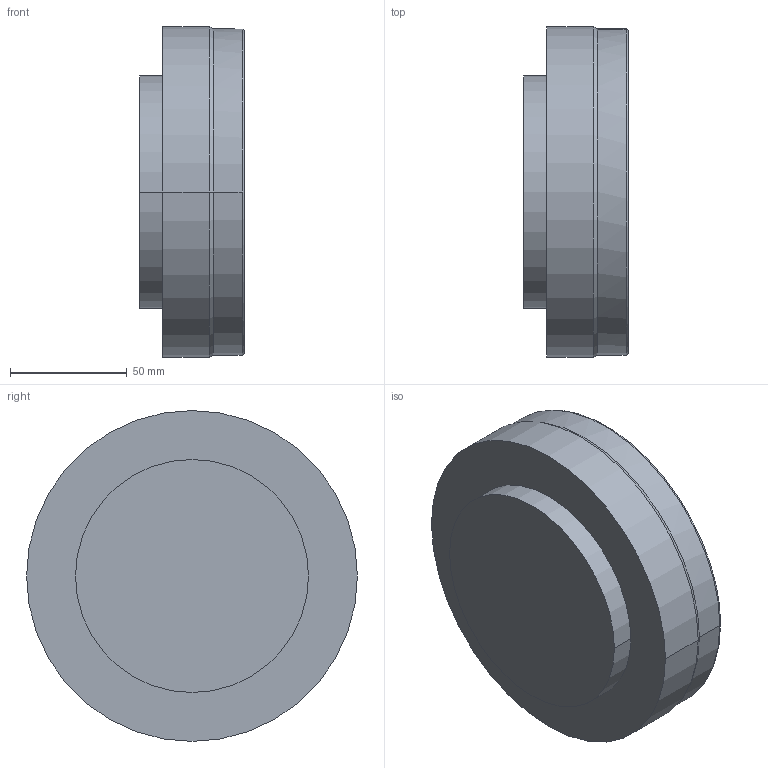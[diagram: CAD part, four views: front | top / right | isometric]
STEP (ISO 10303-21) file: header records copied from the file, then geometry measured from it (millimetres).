
FILE_DESCRIPTION(('3DEXPERIENCE STEP','CAx-IF Rec.Pracs.--- Model Styling and Organization---1.5--- 2016-08-15','CAx-IF Rec.Pracs.---Supplemental Geometry---1.0---2011-11-01','CAx-IF Rec.Pracs.--- Composite Materials ---3.4---2017-06-13','CAx-IF Rec.Pracs.---Tessellated 3D Geometry---1.0---2015-12-17'),'2;1');
FILE_NAME('KUKA KR120 R3900-2 K A6 -.1 Released KUKA KR120 R3900-2 K A6.stp','2024-10-25T23:46:14+00:00',('none'),('none'),'3DEXPERIENCE Platform3DEXPERIENCE R2024x HotFix 5.30','3DEXPERIENCE Platform STEP AP242 v3','none');
FILE_SCHEMA(('AP242_MANAGED_MODEL_BASED_3D_ENGINEERING_MIM_LF {1 0 10303 442 1 1 4}'));
Length unit declared in the file: millimetre
Products named in the file (1): 3D Shape00225610
Bounding box: 45 x 142 x 142 mm (x, y, z)
Volume: 576837 mm3; surface area: 57290.1 mm2
Topology: 1 solids, 1 shells, 67 faces, 176 edges, 126 vertices
Faces by surface type: cylinder 37, plane 18, cone 9, torus 3
Entity records: 2854 total; most frequent: CARTESIAN_POINT 1403, ORIENTED_EDGE 352, DIRECTION 177, EDGE_CURVE 176, VERTEX_POINT 126, AXIS2_PLACEMENT_3D 100, EDGE_LOOP 82, B_SPLINE_CURVE_WITH_KNOTS 69
